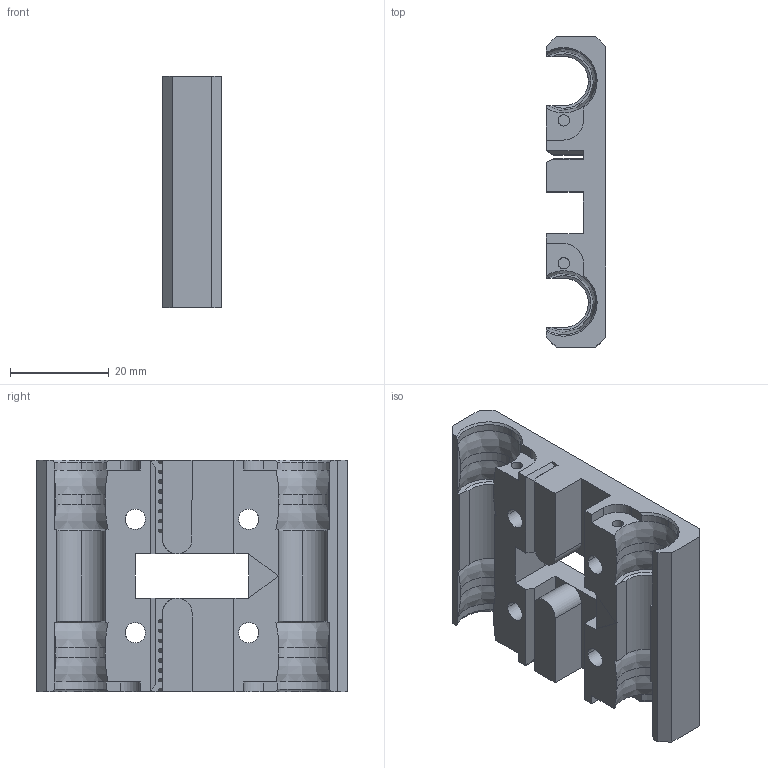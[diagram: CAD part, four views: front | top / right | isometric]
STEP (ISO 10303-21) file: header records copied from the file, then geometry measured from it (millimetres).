
FILE_DESCRIPTION (( 'STEP AP203' ), '1' );
FILE_NAME ('P3sTE_MK2 - X-carriage-bronce_v1_1.STEP', '2019-11-26T23:30:55', ( '' ), ( '' ), 'SwSTEP 2.0', 'SolidWorks 2017', '' );
FILE_SCHEMA (( 'CONFIG_CONTROL_DESIGN' ));
Length unit declared in the file: millimetre
Products named in the file (1): P3sTE_MK2 - X-carriage-bronce_v1_1
Bounding box: 12 x 63 x 47 mm (x, y, z)
Volume: 20116.4 mm3; surface area: 11498.9 mm2
Topology: 1 solids, 1 shells, 219 faces, 630 edges, 412 vertices
Faces by surface type: plane 161, cylinder 38, cone 12, bspline 8
Entity records: 7547 total; most frequent: CARTESIAN_POINT 1676, ORIENTED_EDGE 1260, DIRECTION 1142, EDGE_CURVE 630, LINE 490, VECTOR 490, VERTEX_POINT 412, AXIS2_PLACEMENT_3D 326
